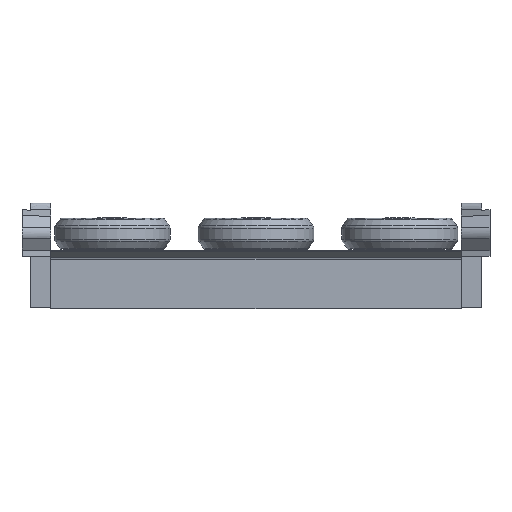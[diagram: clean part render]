
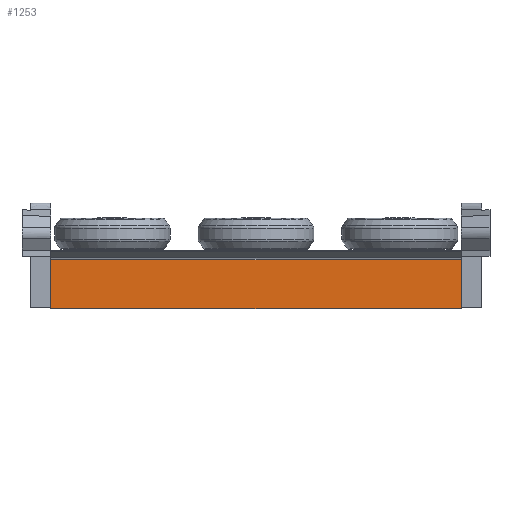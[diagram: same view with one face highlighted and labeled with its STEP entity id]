
A CAD part, front view. The second image highlights one B-rep face of the part: STEP entity #1253.
In plain terms, the highlighted planar face has unit normal (0, -1, 0).
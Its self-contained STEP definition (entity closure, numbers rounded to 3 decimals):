
#563=CARTESIAN_POINT('',(-50.,-16.0,0.0));
#564=VERTEX_POINT('',#563);
#571=CARTESIAN_POINT('',(-50.,-16.0,12.));
#572=VERTEX_POINT('',#571);
#573=CARTESIAN_POINT('',(-50.,-16.0,0.0));
#574=DIRECTION('',(0.0,0.0,1.0));
#575=VECTOR('',#574,12.);
#576=LINE('',#573,#575);
#577=EDGE_CURVE('',#564,#572,#576,.T.);
#634=CARTESIAN_POINT('',(50.,-16.0,12.));
#635=VERTEX_POINT('',#634);
#636=CARTESIAN_POINT('',(50.,-16.0,12.));
#637=DIRECTION('',(-1.0,0.0,0.0));
#638=VECTOR('',#637,100.);
#639=LINE('',#636,#638);
#640=EDGE_CURVE('',#635,#572,#639,.T.);
#706=CARTESIAN_POINT('',(50.,-16.0,0.0));
#707=VERTEX_POINT('',#706);
#714=CARTESIAN_POINT('',(50.,-16.0,0.0));
#715=DIRECTION('',(-1.0,0.0,0.0));
#716=VECTOR('',#715,100.);
#717=LINE('',#714,#716);
#718=EDGE_CURVE('',#707,#564,#717,.T.);
#1237=CARTESIAN_POINT('',(50.,-16.0,0.0));
#1238=DIRECTION('',(0.0,-1.0,0.0));
#1239=DIRECTION('',(0.0,0.0,-1.0));
#1240=AXIS2_PLACEMENT_3D('',#1237,#1238,#1239);
#1241=PLANE('',#1240);
#1242=ORIENTED_EDGE('',*,*,#640,.T.);
#1243=ORIENTED_EDGE('',*,*,#577,.F.);
#1244=ORIENTED_EDGE('',*,*,#718,.F.);
#1245=CARTESIAN_POINT('',(50.,-16.0,0.0));
#1246=DIRECTION('',(0.0,0.0,1.0));
#1247=VECTOR('',#1246,12.);
#1248=LINE('',#1245,#1247);
#1249=EDGE_CURVE('',#707,#635,#1248,.T.);
#1250=ORIENTED_EDGE('',*,*,#1249,.T.);
#1251=EDGE_LOOP('',(#1242,#1243,#1244,#1250));
#1252=FACE_OUTER_BOUND('',#1251,.T.);
#1253=ADVANCED_FACE('',(#1252),#1241,.T.);
